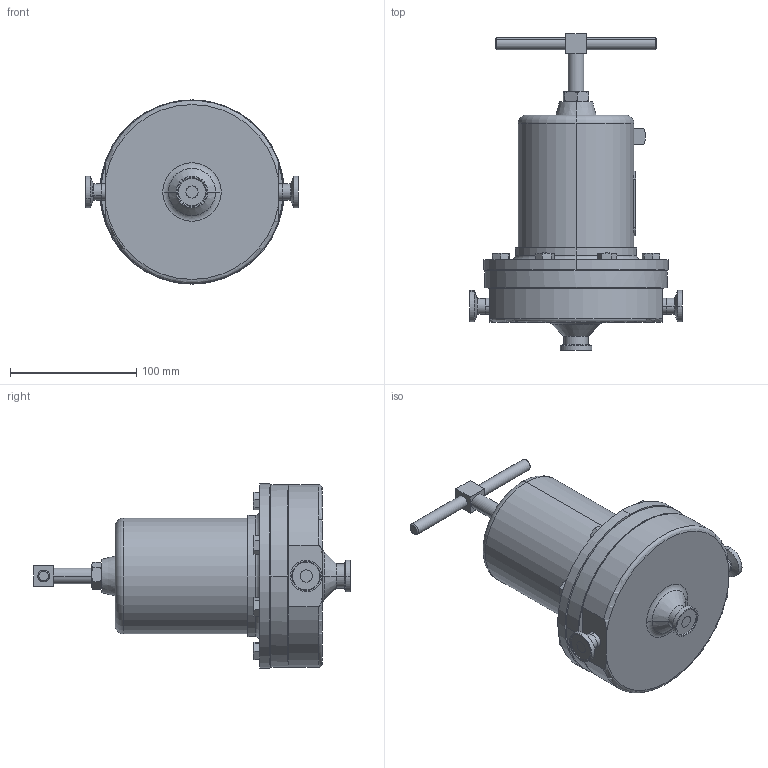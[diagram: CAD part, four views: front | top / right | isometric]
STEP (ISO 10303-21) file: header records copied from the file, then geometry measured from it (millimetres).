
FILE_DESCRIPTION (( 'STEP AP203' ), '1' );
FILE_NAME ('95FT-050-6L.STEP', '2023-03-21T16:41:51', ( '' ), ( '' ), 'SwSTEP 2.0', 'SolidWorks 2022', '' );
FILE_SCHEMA (( 'CONFIG_CONTROL_DESIGN' ));
Products named in the file (1): 95FT-050-6L
Bounding box: 168.4 x 250.82 x 146.05 mm (x, y, z)
Volume: 1618018.7 mm3; surface area: 125925 mm2
Topology: 1 solids, 4 shells, 316 faces, 745 edges, 465 vertices
Faces by surface type: plane 104, cone 83, cylinder 65, bspline 48, torus 16
Entity records: 47609 total; most frequent: CARTESIAN_POINT 40849, ORIENTED_EDGE 1490, DIRECTION 1232, EDGE_CURVE 745, AXIS2_PLACEMENT_3D 510, VERTEX_POINT 465, EDGE_LOOP 376, FACE_OUTER_BOUND 316
